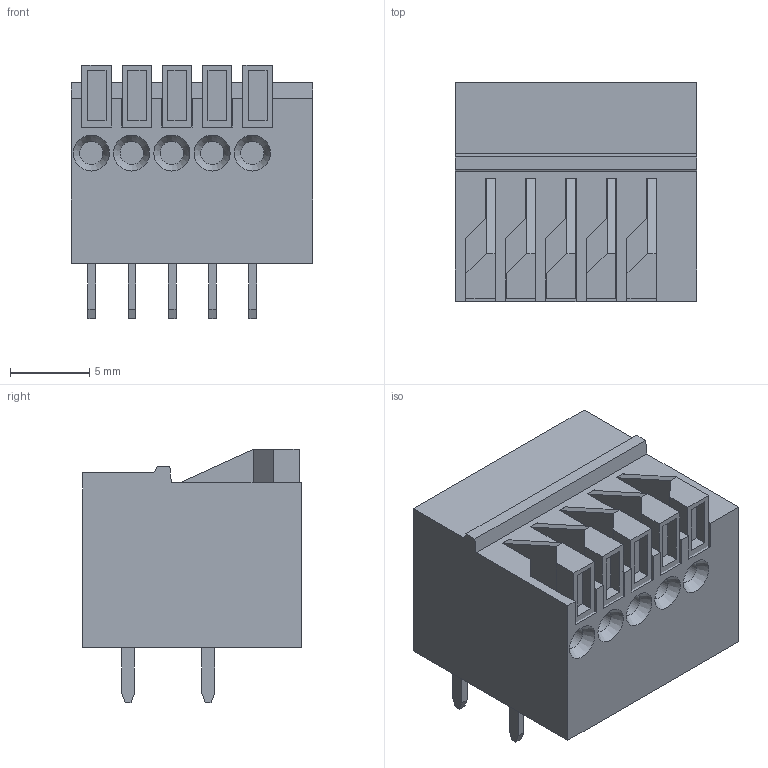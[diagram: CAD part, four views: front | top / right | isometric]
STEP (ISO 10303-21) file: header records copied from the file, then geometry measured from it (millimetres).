
FILE_DESCRIPTION(('FreeCAD Model'),'2;1');
FILE_NAME('Open CASCADE Shape Model','2021-11-02T13:44:35',('Author'),( ''),'Open CASCADE STEP processor 7.5','FreeCAD','Unknown');
FILE_SCHEMA(('AUTOMOTIVE_DESIGN { 1 0 10303 214 1 1 1 1 }'));
Length unit declared in the file: millimetre
Products named in the file (4): KF141R_2_54; Legs; Levers; Body
Assembly tree (3 placements, depth 2):
  KF141R_2_54
    Legs
    Levers
    Body
Bounding box: 15.24 x 13.8 x 16 mm (x, y, z)
Volume: 2236.8 mm3; surface area: 2136.7 mm2
Topology: 3 solids, 3 shells, 212 faces, 548 edges, 357 vertices
Faces by surface type: plane 202, cone 5, cylinder 5
Full cylindrical faces by diameter (mm): 1.467 x5
Entity records: 13525 total; most frequent: CARTESIAN_POINT 2217, DIRECTION 2091, LINE 1619, VECTOR 1619, ORIENTED_EDGE 1096, PCURVE 1096, DEFINITIONAL_REPRESENTATION 1096, EDGE_CURVE 548
